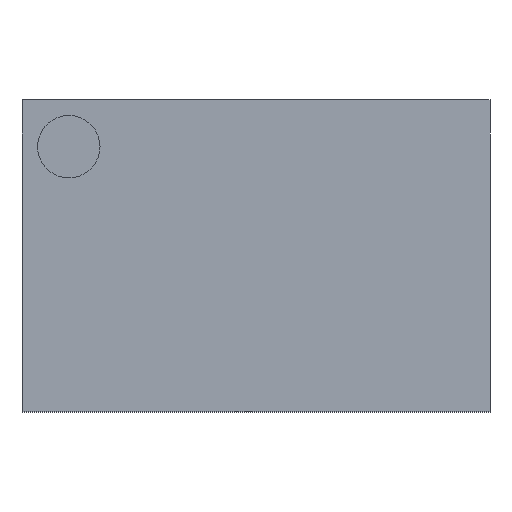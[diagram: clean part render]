
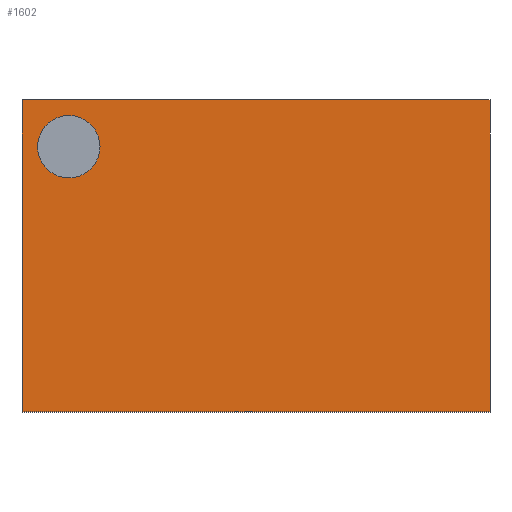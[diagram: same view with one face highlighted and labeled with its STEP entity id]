
A CAD part, top view. The second image highlights one B-rep face of the part: STEP entity #1602.
In plain terms, the highlighted planar face has unit normal (0, 0, 1).
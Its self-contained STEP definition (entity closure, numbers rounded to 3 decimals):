
#16=FACE_BOUND($,#263,.T.);
#46=CIRCLE($,#1696,0.2);
#167=FACE_OUTER_BOUND($,#262,.T.);
#262=EDGE_LOOP($,(#1409,#1410,#1411,#1412));
#263=EDGE_LOOP($,(#1413));
#425=LINE($,#2606,#609);
#437=LINE($,#2624,#621);
#439=LINE($,#2628,#623);
#441=LINE($,#2631,#625);
#609=VECTOR($,#2149,2.);
#621=VECTOR($,#2165,3.);
#623=VECTOR($,#2169,2.);
#625=VECTOR($,#2173,3.);
#703=VERTEX_POINT($,#2412);
#769=VERTEX_POINT($,#2603);
#770=VERTEX_POINT($,#2605);
#774=VERTEX_POINT($,#2623);
#775=VERTEX_POINT($,#2627);
#881=EDGE_CURVE($,#703,#703,#46,.T.);
#973=EDGE_CURVE($,#769,#770,#425,.T.);
#985=EDGE_CURVE($,#770,#774,#437,.T.);
#987=EDGE_CURVE($,#774,#775,#439,.T.);
#989=EDGE_CURVE($,#775,#769,#441,.T.);
#1409=ORIENTED_EDGE($,*,*,#985,.F.);
#1410=ORIENTED_EDGE($,*,*,#973,.F.);
#1411=ORIENTED_EDGE($,*,*,#989,.F.);
#1412=ORIENTED_EDGE($,*,*,#987,.F.);
#1413=ORIENTED_EDGE($,*,*,#881,.T.);
#1508=PLANE($,#1751);
#1602=ADVANCED_FACE($,(#167,#16),#1508,.T.);
#1696=AXIS2_PLACEMENT_3D($,#2413,#1972,#1973);
#1751=AXIS2_PLACEMENT_3D($,#2632,#2174,#2175);
#1972=DIRECTION('center_axis',(0.,0.,-1.));
#1973=DIRECTION('ref_axis',(1.,0.,0.));
#2149=DIRECTION($,(0.,1.,0.));
#2165=DIRECTION($,(1.,0.,0.));
#2169=DIRECTION($,(0.,-1.,0.));
#2173=DIRECTION($,(-1.,0.,0.));
#2174=DIRECTION('center_axis',(0.,0.,1.));
#2175=DIRECTION('ref_axis',(1.,0.,0.));
#2412=CARTESIAN_POINT('',(-1.,0.7,0.82));
#2413=CARTESIAN_POINT('Origin',(-1.2,0.7,0.82));
#2603=CARTESIAN_POINT('',(-1.5,-1.,0.82));
#2605=CARTESIAN_POINT('',(-1.5,1.,0.82));
#2606=CARTESIAN_POINT($,(-1.5,1.,0.82));
#2623=CARTESIAN_POINT('',(1.5,1.,0.82));
#2624=CARTESIAN_POINT($,(1.5,1.,0.82));
#2627=CARTESIAN_POINT('',(1.5,-1.,0.82));
#2628=CARTESIAN_POINT($,(1.5,-1.,0.82));
#2631=CARTESIAN_POINT($,(-1.5,-1.,0.82));
#2632=CARTESIAN_POINT('Origin',(0.,0.,
0.82));
